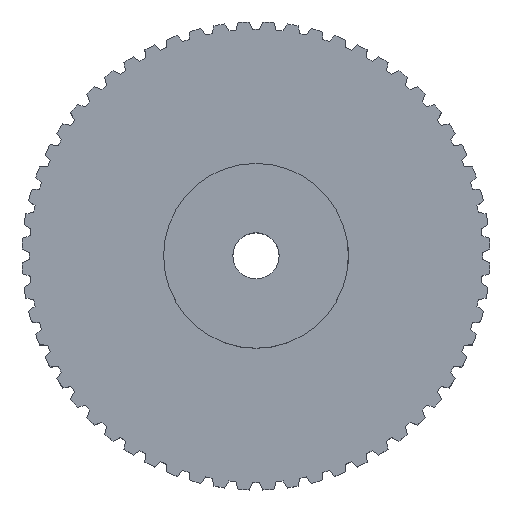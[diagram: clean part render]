
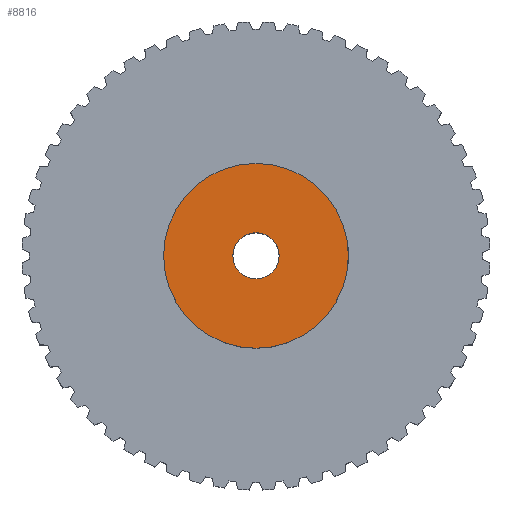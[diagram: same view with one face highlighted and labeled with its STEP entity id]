
A CAD part, top view. The second image highlights one B-rep face of the part: STEP entity #8816.
In plain terms, the highlighted planar face has unit normal (0, 0, 1).
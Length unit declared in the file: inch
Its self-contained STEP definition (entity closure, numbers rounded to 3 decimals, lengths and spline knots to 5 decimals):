
#877 = FACE_BOUND ( 'NONE', #4462, .T. ) ;
#885 = FACE_OUTER_BOUND ( 'NONE', #4799, .T. ) ;
#2158 = AXIS2_PLACEMENT_3D ( 'NONE', #2704, #2707, #2708 ) ;
#2704 = CARTESIAN_POINT ( 'NONE',  ( 0., -0.1875, 0.5 ) ) ;
#2705 = PLANE ( 'NONE',  #2158 ) ;
#2707 = DIRECTION ( 'NONE',  ( 0., 0., -1. ) ) ;
#2708 = DIRECTION ( 'NONE',  ( -1., 0., 0. ) ) ;
#3894 = ORIENTED_EDGE ( 'NONE', *, *, #4592, .F. ) ;
#3895 = ORIENTED_EDGE ( 'NONE', *, *, #5582, .F. ) ;
#3896 = ORIENTED_EDGE ( 'NONE', *, *, #5572, .T. ) ;
#3897 = ORIENTED_EDGE ( 'NONE', *, *, #4594, .T. ) ;
#4462 = EDGE_LOOP ( 'NONE', ( #3894, #3895 ) ) ;
#4592 = EDGE_CURVE ( 'NONE', #5090, #5208, #8301, .T. ) ;
#4594 = EDGE_CURVE ( 'NONE', #5192, #5186, #8304, .T. ) ;
#4799 = EDGE_LOOP ( 'NONE', ( #3896, #3897 ) ) ;
#4870 = AXIS2_PLACEMENT_3D ( 'NONE', #8496, #8503, #8504 ) ;
#4888 = AXIS2_PLACEMENT_3D ( 'NONE', #8502, #8510, #8511 ) ;
#4978 = AXIS2_PLACEMENT_3D ( 'NONE', #6291, #6293, #6294 ) ;
#4982 = AXIS2_PLACEMENT_3D ( 'NONE', #6312, #6318, #6319 ) ;
#5090 = VERTEX_POINT ( 'NONE', #7750 ) ;
#5186 = VERTEX_POINT ( 'NONE', #7771 ) ;
#5192 = VERTEX_POINT ( 'NONE', #7776 ) ;
#5208 = VERTEX_POINT ( 'NONE', #7810 ) ;
#5572 = EDGE_CURVE ( 'NONE', #5186, #5192, #5803, .T. ) ;
#5582 = EDGE_CURVE ( 'NONE', #5208, #5090, #5817, .T. ) ;
#5803 = CIRCLE ( 'NONE', #4978, 0.75 ) ;
#5817 = CIRCLE ( 'NONE', #4982, 0.1875 ) ;
#6291 = CARTESIAN_POINT ( 'NONE',  ( 0., 0., 0.5 ) ) ;
#6293 = DIRECTION ( 'NONE',  ( 0., 0., 1. ) ) ;
#6294 = DIRECTION ( 'NONE',  ( 1., 0., 0. ) ) ;
#6312 = CARTESIAN_POINT ( 'NONE',  ( 0., 0., 0.5 ) ) ;
#6318 = DIRECTION ( 'NONE',  ( 0., 0., 1. ) ) ;
#6319 = DIRECTION ( 'NONE',  ( 1., 0., 0. ) ) ;
#7750 = CARTESIAN_POINT ( 'NONE',  ( 0.1875, 0., 0.5 ) ) ;
#7771 = CARTESIAN_POINT ( 'NONE',  ( 0.75, 0., 0.5 ) ) ;
#7776 = CARTESIAN_POINT ( 'NONE',  ( -0.75, 0., 0.5 ) ) ;
#7810 = CARTESIAN_POINT ( 'NONE',  ( -0.1875, 0., 0.5 ) ) ;
#8301 = CIRCLE ( 'NONE', #4870, 0.1875 ) ;
#8304 = CIRCLE ( 'NONE', #4888, 0.75 ) ;
#8496 = CARTESIAN_POINT ( 'NONE',  ( 0., 0., 0.5 ) ) ;
#8502 = CARTESIAN_POINT ( 'NONE',  ( 0., 0., 0.5 ) ) ;
#8503 = DIRECTION ( 'NONE',  ( 0., 0., 1. ) ) ;
#8504 = DIRECTION ( 'NONE',  ( 1., 0., 0. ) ) ;
#8510 = DIRECTION ( 'NONE',  ( 0., 0., 1. ) ) ;
#8511 = DIRECTION ( 'NONE',  ( 1., 0., 0. ) ) ;
#8816 = ADVANCED_FACE ( 'NONE', ( #877, #885 ), #2705, .F. ) ;
